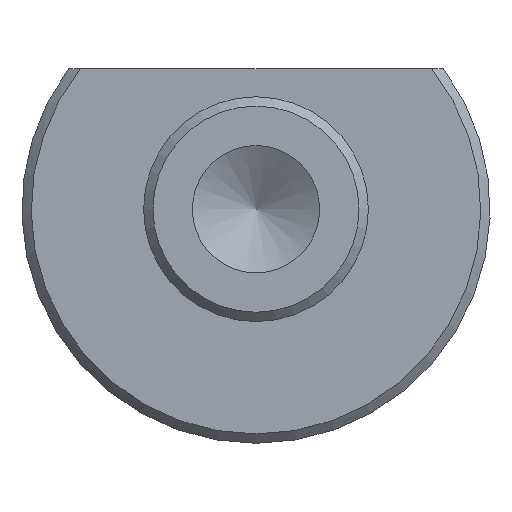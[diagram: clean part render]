
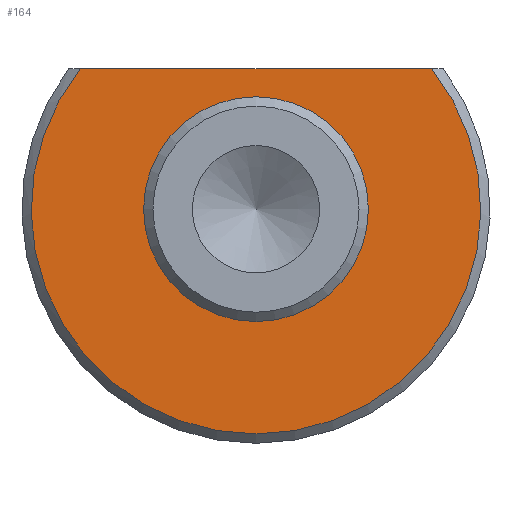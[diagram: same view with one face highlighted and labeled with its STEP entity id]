
A CAD part, left-side view. The second image highlights one B-rep face of the part: STEP entity #164.
In plain terms, the highlighted planar face has unit normal (-1, 0, 0).
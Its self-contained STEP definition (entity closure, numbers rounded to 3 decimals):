
#164=ADVANCED_FACE('',(#240,#241),#242,.F.);
#240=FACE_OUTER_BOUND('',#303,.T.);
#241=FACE_BOUND('',#304,.T.);
#242=PLANE('',#305);
#303=EDGE_LOOP('',(#364,#365));
#304=EDGE_LOOP('',(#366));
#305=AXIS2_PLACEMENT_3D('',#367,#368,#369);
#364=ORIENTED_EDGE('',*,*,#461,.T.);
#365=ORIENTED_EDGE('',*,*,#462,.T.);
#366=ORIENTED_EDGE('',*,*,#463,.F.);
#367=CARTESIAN_POINT('',(-10.5,9.25,0.0));
#368=DIRECTION('',(1.0,0.0,0.0));
#369=DIRECTION('',(0.0,0.0,-1.0));
#461=EDGE_CURVE('',#502,#503,#504,.F.);
#462=EDGE_CURVE('',#503,#502,#505,.T.);
#463=EDGE_CURVE('',#506,#506,#507,.T.);
#502=VERTEX_POINT('',#556);
#503=VERTEX_POINT('',#557);
#504=CIRCLE('',#558,12.0);
#505=LINE('',#559,#560);
#506=VERTEX_POINT('',#561);
#507=CIRCLE('',#562,6.0);
#556=CARTESIAN_POINT('',(-10.5,9.367,7.5));
#557=CARTESIAN_POINT('',(-10.5,-9.367,7.5));
#558=AXIS2_PLACEMENT_3D('',#626,#627,#628);
#559=CARTESIAN_POINT('',(-10.5,9.25,7.5));
#560=VECTOR('',#629,1.0);
#561=CARTESIAN_POINT('',(-10.5,0.0,6.0));
#562=AXIS2_PLACEMENT_3D('',#630,#631,#632);
#626=CARTESIAN_POINT('',(-10.5,0.0,0.0));
#627=DIRECTION('',(1.0,0.0,0.0));
#628=DIRECTION('',(0.0,0.0,-1.0));
#629=DIRECTION('',(0.0,1.0,0.0));
#630=CARTESIAN_POINT('',(-10.5,0.0,0.0));
#631=DIRECTION('',(-1.0,0.0,0.0));
#632=DIRECTION('',(0.0,0.0,1.0));
